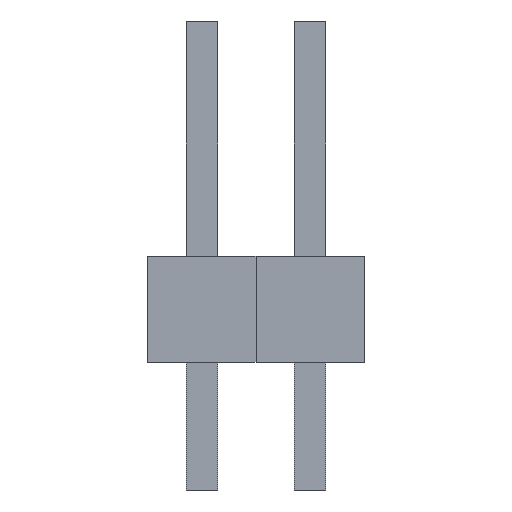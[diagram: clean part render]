
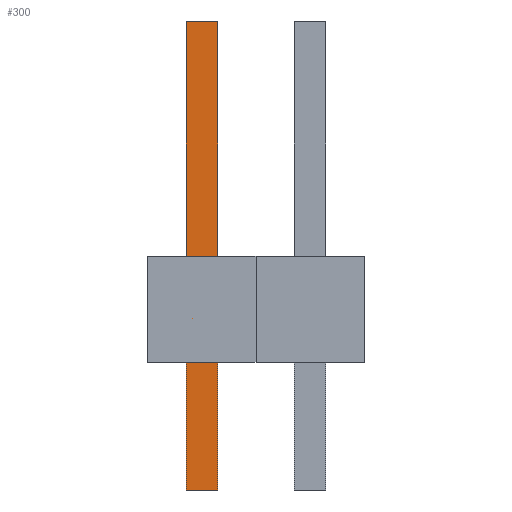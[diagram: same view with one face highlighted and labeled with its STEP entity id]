
A CAD part, front view. The second image highlights one B-rep face of the part: STEP entity #300.
In plain terms, the highlighted planar face has unit normal (0, -1, 0).
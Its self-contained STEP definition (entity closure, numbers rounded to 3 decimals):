
#13=DIRECTION('',(0.,0.,1.));
#14=DIRECTION('',(1.,0.,0.));
#141=VECTOR('',#13,1.);
#148=DIRECTION('',(0.,1.,0.));
#190=VECTOR('',#14,1.);
#254=EDGE_CURVE('',#255,#257,#259,.T.);
#255=VERTEX_POINT('',#256);
#256=CARTESIAN_POINT('',(-0.371,-0.371,-3.));
#257=VERTEX_POINT('',#258);
#258=CARTESIAN_POINT('',(-0.371,-0.371,8.));
#259=LINE('',#256,#141);
#278=ORIENTED_EDGE('',*,*,#279,.F.);
#279=EDGE_CURVE('',#280,#282,#284,.T.);
#280=VERTEX_POINT('',#281);
#281=CARTESIAN_POINT('',(0.371,-0.371,-3.));
#282=VERTEX_POINT('',#283);
#283=CARTESIAN_POINT('',(0.371,-0.371,8.));
#284=LINE('',#281,#141);
#300=ADVANCED_FACE('',(#301),#310,.F.);
#301=FACE_BOUND('',#302,.F.);
#302=EDGE_LOOP('',(#303,#306,#307,#278));
#303=ORIENTED_EDGE('',*,*,#304,.F.);
#304=EDGE_CURVE('',#255,#280,#305,.T.);
#305=LINE('',#256,#190);
#306=ORIENTED_EDGE('',*,*,#254,.T.);
#307=ORIENTED_EDGE('',*,*,#308,.T.);
#308=EDGE_CURVE('',#257,#282,#309,.T.);
#309=LINE('',#258,#190);
#310=PLANE('',#311);
#311=AXIS2_PLACEMENT_3D('',#256,#148,#13);
